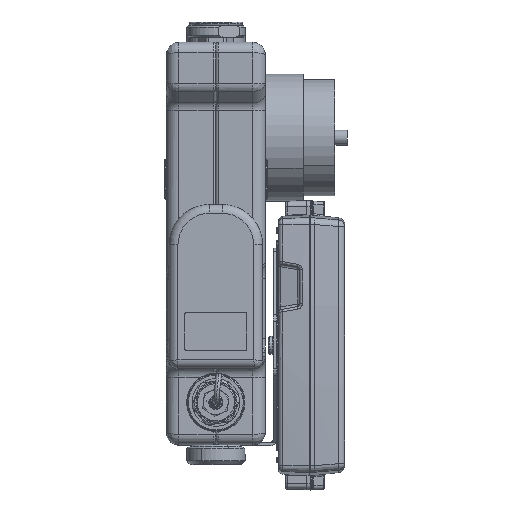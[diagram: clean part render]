
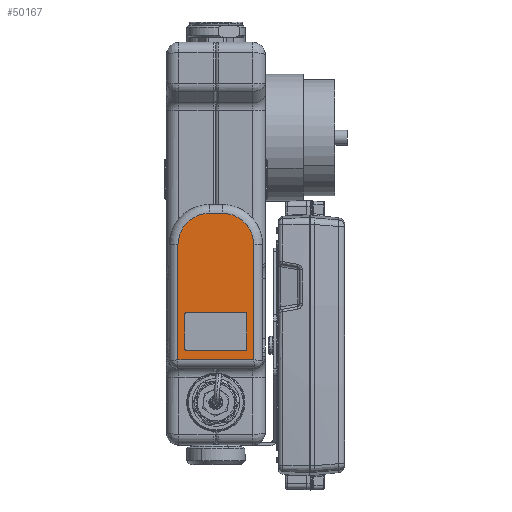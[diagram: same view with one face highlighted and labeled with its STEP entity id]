
A CAD part, top view. The second image highlights one B-rep face of the part: STEP entity #50167.
In plain terms, the highlighted planar face has unit normal (0, 0, 1).
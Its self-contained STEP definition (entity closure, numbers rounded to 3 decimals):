
#46913=CARTESIAN_POINT('Vertex',(504.411,62.07,90.9)) ;
#46923=CARTESIAN_POINT('Vertex',(547.311,62.07,90.9)) ;
#46926=CARTESIAN_POINT('Line Origine',(525.861,62.07,90.9)) ;
#47078=CARTESIAN_POINT('Line Origine',(504.411,103.52,90.9)) ;
#47082=CARTESIAN_POINT('Vertex',(504.411,127.22,90.9)) ;
#47102=CARTESIAN_POINT('Axis2P3D Location',(522.161,127.22,90.9)) ;
#47106=CARTESIAN_POINT('Vertex',(522.161,144.97,90.9)) ;
#47126=CARTESIAN_POINT('Line Origine',(525.861,144.97,90.9)) ;
#47130=CARTESIAN_POINT('Vertex',(529.561,144.97,90.9)) ;
#47150=CARTESIAN_POINT('Axis2P3D Location',(529.561,127.22,90.9)) ;
#47154=CARTESIAN_POINT('Vertex',(547.311,127.22,90.9)) ;
#47174=CARTESIAN_POINT('Line Origine',(547.311,103.52,90.9)) ;
#50088=CARTESIAN_POINT('Axis2P3D Location',(525.861,91.02,90.9)) ;
#50101=CARTESIAN_POINT('Line Origine',(525.861,89.07,90.9)) ;
#50105=CARTESIAN_POINT('Vertex',(542.361,89.07,90.9)) ;
#50107=CARTESIAN_POINT('Vertex',(509.361,89.07,90.9)) ;
#50110=CARTESIAN_POINT('Axis2P3D Location',(542.361,88.07,90.9)) ;
#50114=CARTESIAN_POINT('Vertex',(543.361,88.07,90.9)) ;
#50117=CARTESIAN_POINT('Line Origine',(543.361,78.07,90.9)) ;
#50121=CARTESIAN_POINT('Vertex',(543.361,68.07,90.9)) ;
#50124=CARTESIAN_POINT('Axis2P3D Location',(542.361,68.07,90.9)) ;
#50128=CARTESIAN_POINT('Vertex',(542.361,67.07,90.9)) ;
#50131=CARTESIAN_POINT('Line Origine',(525.861,67.07,90.9)) ;
#50135=CARTESIAN_POINT('Vertex',(509.361,67.07,90.9)) ;
#50138=CARTESIAN_POINT('Axis2P3D Location',(509.361,68.07,90.9)) ;
#50142=CARTESIAN_POINT('Vertex',(508.361,68.07,90.9)) ;
#50145=CARTESIAN_POINT('Line Origine',(508.361,78.07,90.9)) ;
#50149=CARTESIAN_POINT('Vertex',(508.361,88.07,90.9)) ;
#50152=CARTESIAN_POINT('Axis2P3D Location',(509.361,88.07,90.9)) ;
#46928=VECTOR('Line Direction',#46927,1.) ;
#47080=VECTOR('Line Direction',#47079,1.) ;
#47128=VECTOR('Line Direction',#47127,1.) ;
#47176=VECTOR('Line Direction',#47175,1.) ;
#50103=VECTOR('Line Direction',#50102,1.) ;
#50119=VECTOR('Line Direction',#50118,1.) ;
#50133=VECTOR('Line Direction',#50132,1.) ;
#50147=VECTOR('Line Direction',#50146,1.) ;
#46927=DIRECTION('Vector Direction',(1.,0.,0.)) ;
#47079=DIRECTION('Vector Direction',(0.,-1.,0.)) ;
#47103=DIRECTION('Axis2P3D Direction',(-0.,0.,-1.)) ;
#47127=DIRECTION('Vector Direction',(1.,0.,0.)) ;
#47151=DIRECTION('Axis2P3D Direction',(0.,0.,-1.)) ;
#47175=DIRECTION('Vector Direction',(0.,-1.,0.)) ;
#50089=DIRECTION('Axis2P3D Direction',(0.,0.,-1.)) ;
#50090=DIRECTION('Axis2P3D XDirection',(1.,0.,0.)) ;
#50102=DIRECTION('Vector Direction',(1.,0.,0.)) ;
#50111=DIRECTION('Axis2P3D Direction',(0.,0.,-1.)) ;
#50118=DIRECTION('Vector Direction',(0.,1.,0.)) ;
#50125=DIRECTION('Axis2P3D Direction',(0.,0.,-1.)) ;
#50132=DIRECTION('Vector Direction',(-1.,0.,0.)) ;
#50139=DIRECTION('Axis2P3D Direction',(0.,0.,-1.)) ;
#50146=DIRECTION('Vector Direction',(0.,-1.,0.)) ;
#50153=DIRECTION('Axis2P3D Direction',(0.,0.,-1.)) ;
#47104=AXIS2_PLACEMENT_3D('Circle Axis2P3D',#47102,#47103,$) ;
#47152=AXIS2_PLACEMENT_3D('Circle Axis2P3D',#47150,#47151,$) ;
#50091=AXIS2_PLACEMENT_3D('Plane Axis2P3D',#50088,#50089,#50090) ;
#50112=AXIS2_PLACEMENT_3D('Circle Axis2P3D',#50110,#50111,$) ;
#50126=AXIS2_PLACEMENT_3D('Circle Axis2P3D',#50124,#50125,$) ;
#50140=AXIS2_PLACEMENT_3D('Circle Axis2P3D',#50138,#50139,$) ;
#50154=AXIS2_PLACEMENT_3D('Circle Axis2P3D',#50152,#50153,$) ;
#46929=LINE('Line',#46926,#46928) ;
#47081=LINE('Line',#47078,#47080) ;
#47129=LINE('Line',#47126,#47128) ;
#47177=LINE('Line',#47174,#47176) ;
#50104=LINE('Line',#50101,#50103) ;
#50120=LINE('Line',#50117,#50119) ;
#50134=LINE('Line',#50131,#50133) ;
#50148=LINE('Line',#50145,#50147) ;
#47105=CIRCLE('generated circle',#47104,17.75) ;
#47153=CIRCLE('generated circle',#47152,17.75) ;
#50113=CIRCLE('generated circle',#50112,1.) ;
#50127=CIRCLE('generated circle',#50126,1.) ;
#50141=CIRCLE('generated circle',#50140,1.) ;
#50155=CIRCLE('generated circle',#50154,1.) ;
#50092=PLANE('',#50091) ;
#50166=FACE_BOUND('',#50157,.T.) ;
#46930=EDGE_CURVE('',#46924,#46914,#46929,.F.) ;
#47084=EDGE_CURVE('',#46914,#47083,#47081,.F.) ;
#47108=EDGE_CURVE('',#47083,#47107,#47105,.T.) ;
#47132=EDGE_CURVE('',#47107,#47131,#47129,.T.) ;
#47156=EDGE_CURVE('',#47131,#47155,#47153,.T.) ;
#47178=EDGE_CURVE('',#47155,#46924,#47177,.T.) ;
#50109=EDGE_CURVE('',#50106,#50108,#50104,.F.) ;
#50116=EDGE_CURVE('',#50106,#50115,#50113,.T.) ;
#50123=EDGE_CURVE('',#50122,#50115,#50120,.T.) ;
#50130=EDGE_CURVE('',#50122,#50129,#50127,.T.) ;
#50137=EDGE_CURVE('',#50136,#50129,#50134,.F.) ;
#50144=EDGE_CURVE('',#50136,#50143,#50141,.T.) ;
#50151=EDGE_CURVE('',#50150,#50143,#50148,.T.) ;
#50156=EDGE_CURVE('',#50150,#50108,#50155,.T.) ;
#50094=ORIENTED_EDGE('',*,*,#46930,.F.) ;
#50095=ORIENTED_EDGE('',*,*,#47178,.F.) ;
#50096=ORIENTED_EDGE('',*,*,#47156,.F.) ;
#50097=ORIENTED_EDGE('',*,*,#47132,.F.) ;
#50098=ORIENTED_EDGE('',*,*,#47108,.F.) ;
#50099=ORIENTED_EDGE('',*,*,#47084,.F.) ;
#50158=ORIENTED_EDGE('',*,*,#50109,.F.) ;
#50159=ORIENTED_EDGE('',*,*,#50116,.T.) ;
#50160=ORIENTED_EDGE('',*,*,#50123,.F.) ;
#50161=ORIENTED_EDGE('',*,*,#50130,.T.) ;
#50162=ORIENTED_EDGE('',*,*,#50137,.F.) ;
#50163=ORIENTED_EDGE('',*,*,#50144,.T.) ;
#50164=ORIENTED_EDGE('',*,*,#50151,.F.) ;
#50165=ORIENTED_EDGE('',*,*,#50156,.T.) ;
#50093=EDGE_LOOP('',(#50094,#50095,#50096,#50097,#50098,#50099)) ;
#50157=EDGE_LOOP('',(#50158,#50159,#50160,#50161,#50162,#50163,#50164,#50165)) ;
#46914=VERTEX_POINT('',#46913) ;
#46924=VERTEX_POINT('',#46923) ;
#47083=VERTEX_POINT('',#47082) ;
#47107=VERTEX_POINT('',#47106) ;
#47131=VERTEX_POINT('',#47130) ;
#47155=VERTEX_POINT('',#47154) ;
#50106=VERTEX_POINT('',#50105) ;
#50108=VERTEX_POINT('',#50107) ;
#50115=VERTEX_POINT('',#50114) ;
#50122=VERTEX_POINT('',#50121) ;
#50129=VERTEX_POINT('',#50128) ;
#50136=VERTEX_POINT('',#50135) ;
#50143=VERTEX_POINT('',#50142) ;
#50150=VERTEX_POINT('',#50149) ;
#50167=ADVANCED_FACE('PartBody',(#50100,#50166),#50092,.F.) ;
#50100=FACE_OUTER_BOUND('',#50093,.T.) ;
